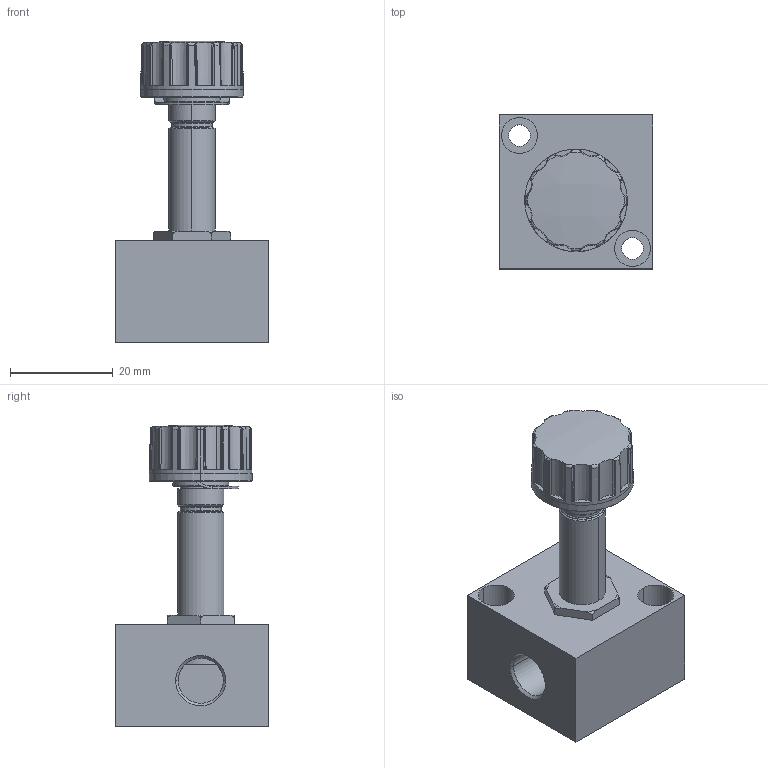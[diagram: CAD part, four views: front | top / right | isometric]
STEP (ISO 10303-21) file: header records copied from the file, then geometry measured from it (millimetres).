
FILE_DESCRIPTION (( 'STEP AP214' ), '1' );
FILE_NAME ('00_071_3.STEP', '2015-12-18T15:09:43', ( '' ), ( '' ), 'SwSTEP 2.0', 'SolidWorks 2015', '' );
FILE_SCHEMA (( 'AUTOMOTIVE_DESIGN' ));
Length unit declared in the file: millimetre
Products named in the file (1): 00_071_3
Bounding box: 30 x 30 x 58.8 mm (x, y, z)
Volume: 20438.4 mm3; surface area: 8161.8 mm2
Topology: 1 solids, 1 shells, 265 faces, 752 edges, 497 vertices
Faces by surface type: plane 107, cone 81, bspline 40, cylinder 37
Entity records: 13523 total; most frequent: CARTESIAN_POINT 4522, ORIENTED_EDGE 1504, DIRECTION 923, EDGE_CURVE 752, VERTEX_POINT 497, B_SPLINE_CURVE_WITH_KNOTS 397, AXIS2_PLACEMENT_3D 349, EDGE_LOOP 279
